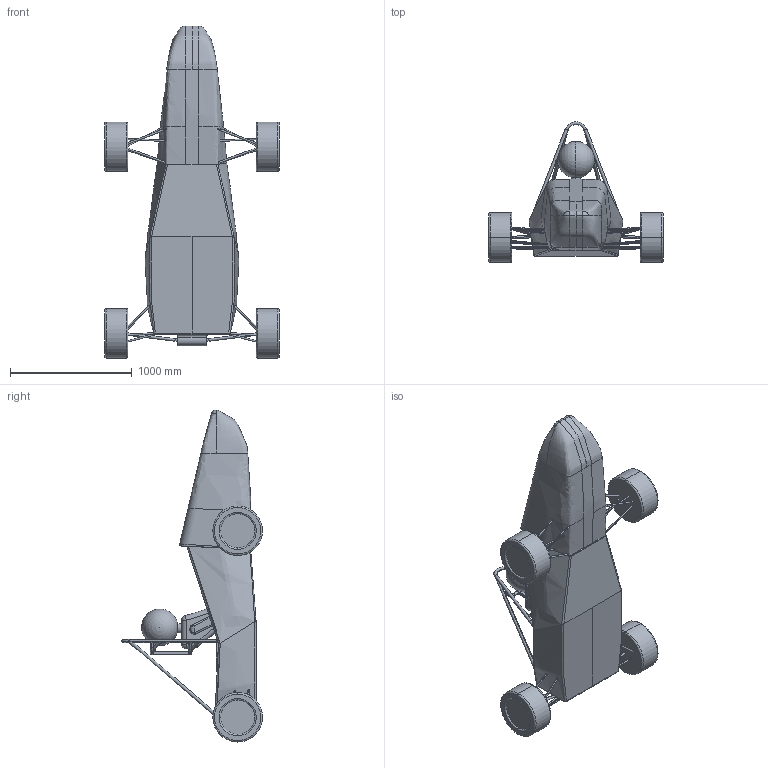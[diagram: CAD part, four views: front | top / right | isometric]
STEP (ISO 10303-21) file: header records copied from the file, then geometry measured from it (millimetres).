
FILE_DESCRIPTION (( 'STEP AP214' ), '1' );
FILE_NAME ('CFD_Block_Model_NFR25_v15.STEP', '2025-03-11T18:26:36', ( '' ), ( '' ), 'SwSTEP 2.0', 'SolidWorks 2024', '' );
FILE_SCHEMA (( 'AUTOMOTIVE_DESIGN' ));
Length unit declared in the file: inch
Products named in the file (1): CFD_Block_Model_NFR25_v15
Bounding box: 1435.1 x 1155.7 x 2724.84 mm (x, y, z)
Volume: 703222838.5 mm3; surface area: 8442767.7 mm2
Topology: 5 solids, 5 shells, 339 faces, 936 edges, 582 vertices
Faces by surface type: cylinder 141, bspline 83, plane 63, torus 40, sphere 12
Entity records: 29098 total; most frequent: CARTESIAN_POINT 21568, ORIENTED_EDGE 1826, DIRECTION 1253, EDGE_CURVE 913, VERTEX_POINT 575, AXIS2_PLACEMENT_3D 506, EDGE_LOOP 364, ADVANCED_FACE 339
